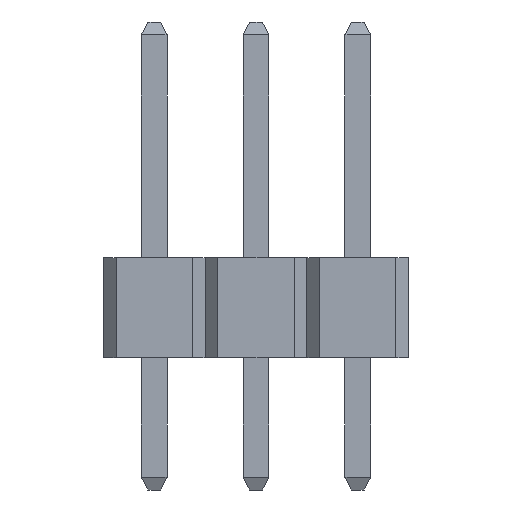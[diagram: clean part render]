
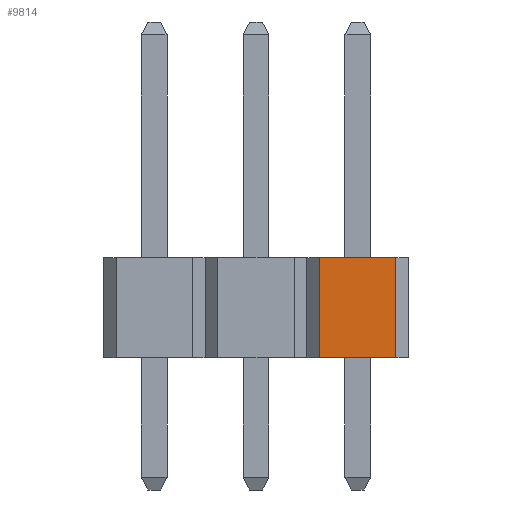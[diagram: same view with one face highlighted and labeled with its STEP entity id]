
A CAD part, left-side view. The second image highlights one B-rep face of the part: STEP entity #9814.
In plain terms, the highlighted planar face has unit normal (-1, 0, 0).
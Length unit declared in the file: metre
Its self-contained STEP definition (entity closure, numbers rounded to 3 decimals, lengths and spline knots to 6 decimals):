
#1956=ORIENTED_EDGE('',*,*,#3664,.T.);
#1957=ORIENTED_EDGE('',*,*,#3665,.T.);
#1958=ORIENTED_EDGE('',*,*,#3666,.F.);
#1959=ORIENTED_EDGE('',*,*,#3667,.T.);
#3664=EDGE_CURVE('',#4610,#4611,#5790,.T.);
#3665=EDGE_CURVE('',#4611,#4612,#5791,.T.);
#3666=EDGE_CURVE('',#4613,#4612,#5792,.T.);
#3667=EDGE_CURVE('',#4613,#4610,#5793,.T.);
#4610=VERTEX_POINT('',#15738);
#4611=VERTEX_POINT('',#15739);
#4612=VERTEX_POINT('',#15741);
#4613=VERTEX_POINT('',#15743);
#5790=LINE('',#15737,#7104);
#5791=LINE('',#15740,#7105);
#5792=LINE('',#15742,#7106);
#5793=LINE('',#15744,#7107);
#7104=VECTOR('',#13081,1.);
#7105=VECTOR('',#13082,1.);
#7106=VECTOR('',#13083,1.);
#7107=VECTOR('',#13084,1.);
#7958=EDGE_LOOP('',(#1956,#1957,#1958,#1959));
#8586=FACE_BOUND('',#7958,.T.);
#9214=PLANE('',#11003);
#9814=ADVANCED_FACE('',(#8586),#9214,.F.);
#11003=AXIS2_PLACEMENT_3D('',#15736,#13079,#13080);
#13079=DIRECTION('',(1.,0.,0.));
#13080=DIRECTION('',(0.,0.,-1.));
#13081=DIRECTION('',(0.,-1.,0.));
#13082=DIRECTION('',(0.,0.,1.));
#13083=DIRECTION('',(0.,-1.,0.));
#13084=DIRECTION('',(0.,0.,-1.));
#15736=CARTESIAN_POINT('',(-0.00127,0.,0.0025));
#15737=CARTESIAN_POINT('',(-0.00127,0.,0.));
#15738=CARTESIAN_POINT('',(-0.00127,0.00095,0.));
#15739=CARTESIAN_POINT('',(-0.00127,-0.00095,0.));
#15740=CARTESIAN_POINT('',(-0.00127,-0.00095,0.0025));
#15741=CARTESIAN_POINT('',(-0.00127,-0.00095,0.0025));
#15742=CARTESIAN_POINT('',(-0.00127,0.,0.0025));
#15743=CARTESIAN_POINT('',(-0.00127,0.00095,0.0025));
#15744=CARTESIAN_POINT('',(-0.00127,0.00095,0.));
